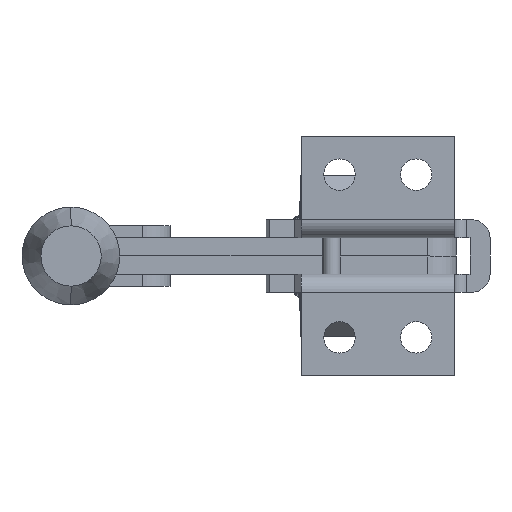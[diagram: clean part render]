
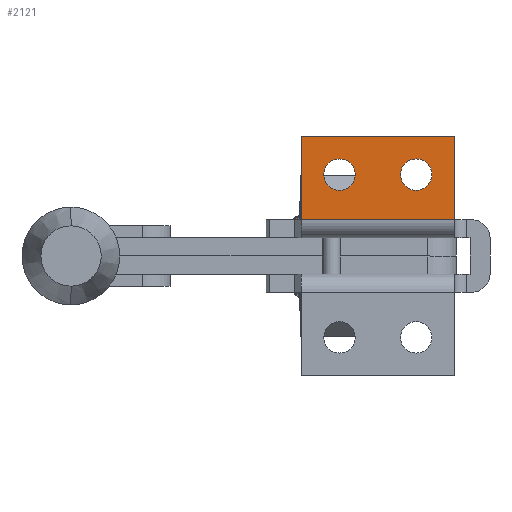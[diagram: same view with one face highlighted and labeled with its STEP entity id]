
A CAD part, front view. The second image highlights one B-rep face of the part: STEP entity #2121.
In plain terms, the highlighted planar face has unit normal (0, -1, 0).
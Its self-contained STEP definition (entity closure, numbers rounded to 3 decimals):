
#310 = DIRECTION ( 'NONE',  ( 0., 0., 1. ) ) ;
#330 = CARTESIAN_POINT ( 'NONE',  ( -21.65, -0.001, 10.9 ) ) ;
#335 = EDGE_CURVE ( 'NONE', #445, #9941, #6043, .T. ) ;
#445 = VERTEX_POINT ( 'NONE', #11351 ) ;
#500 = VERTEX_POINT ( 'NONE', #10819 ) ;
#537 = EDGE_CURVE ( 'NONE', #3592, #580, #1983, .T. ) ;
#580 = VERTEX_POINT ( 'NONE', #11188 ) ;
#835 = EDGE_CURVE ( 'NONE', #3592, #9941, #2969, .T. ) ;
#1003 = EDGE_CURVE ( 'NONE', #11252, #4318, #11044, .T. ) ;
#1052 = EDGE_CURVE ( 'NONE', #500, #2035, #1412, .T. ) ;
#1091 = VECTOR ( 'NONE', #2032, 1000. ) ;
#1103 = LINE ( 'NONE', #1788, #1091 ) ;
#1170 = EDGE_CURVE ( 'NONE', #580, #445, #1103, .T. ) ;
#1382 = DIRECTION ( 'NONE',  ( 0., 0., 1. ) ) ;
#1412 = CIRCLE ( 'NONE', #6340, 2.6 ) ;
#1788 = CARTESIAN_POINT ( 'NONE',  ( -2.6, -0.001, 19.85 ) ) ;
#1936 = ORIENTED_EDGE ( 'NONE', *, *, #537, .F. ) ;
#1983 = LINE ( 'NONE', #9875, #4942 ) ;
#2032 = DIRECTION ( 'NONE',  ( 1., 0., 0. ) ) ;
#2035 = VERTEX_POINT ( 'NONE', #330 ) ;
#2096 = CARTESIAN_POINT ( 'NONE',  ( -8.95, -0.001, 10.9 ) ) ;
#2121 = ADVANCED_FACE ( 'NONE', ( #5986, #5977, #6087 ), #6785, .T. ) ;
#2284 = DIRECTION ( 'NONE',  ( 0., 1., 0. ) ) ;
#2744 = DIRECTION ( 'NONE',  ( 0., -1., 0. ) ) ;
#2830 = CIRCLE ( 'NONE', #8803, 2.6 ) ;
#2942 = ORIENTED_EDGE ( 'NONE', *, *, #7279, .T. ) ;
#2961 = VECTOR ( 'NONE', #9146, 1000. ) ;
#2969 = LINE ( 'NONE', #6775, #2961 ) ;
#3424 = EDGE_LOOP ( 'NONE', ( #5374, #2942 ) ) ;
#3592 = VERTEX_POINT ( 'NONE', #4425 ) ;
#4052 = CARTESIAN_POINT ( 'NONE',  ( -8.95, -0.001, 16.1 ) ) ;
#4167 = CARTESIAN_POINT ( 'NONE',  ( -2.6, -0.001, 6. ) ) ;
#4245 = ORIENTED_EDGE ( 'NONE', *, *, #335, .F. ) ;
#4318 = VERTEX_POINT ( 'NONE', #2096 ) ;
#4425 = CARTESIAN_POINT ( 'NONE',  ( -28., -0.001, 6.001 ) ) ;
#4517 = EDGE_CURVE ( 'NONE', #2035, #500, #7183, .T. ) ;
#4800 = DIRECTION ( 'NONE',  ( 0., 0., -1. ) ) ;
#4853 = DIRECTION ( 'NONE',  ( 0., 1., 0. ) ) ;
#4942 = VECTOR ( 'NONE', #310, 1000. ) ;
#5374 = ORIENTED_EDGE ( 'NONE', *, *, #1003, .T. ) ;
#5626 = DIRECTION ( 'NONE',  ( 0., 0., 1. ) ) ;
#5718 = CARTESIAN_POINT ( 'NONE',  ( -8.95, -0.001, 13.5 ) ) ;
#5773 = CARTESIAN_POINT ( 'NONE',  ( -2.6, -0.001, 6.001 ) ) ;
#5913 = VECTOR ( 'NONE', #10217, 1000. ) ;
#5977 = FACE_BOUND ( 'NONE', #10058, .T. ) ;
#5986 = FACE_BOUND ( 'NONE', #3424, .T. ) ;
#6043 = LINE ( 'NONE', #10447, #5913 ) ;
#6087 = FACE_OUTER_BOUND ( 'NONE', #10997, .T. ) ;
#6340 = AXIS2_PLACEMENT_3D ( 'NONE', #7256, #9663, #8664 ) ;
#6775 = CARTESIAN_POINT ( 'NONE',  ( -2.6, -0.001, 6.001 ) ) ;
#6785 = PLANE ( 'NONE',  #8490 ) ;
#6876 = AXIS2_PLACEMENT_3D ( 'NONE', #8421, #2284, #5626 ) ;
#7183 = CIRCLE ( 'NONE', #6876, 2.6 ) ;
#7256 = CARTESIAN_POINT ( 'NONE',  ( -21.65, -0.001, 13.5 ) ) ;
#7279 = EDGE_CURVE ( 'NONE', #4318, #11252, #2830, .T. ) ;
#8000 = ORIENTED_EDGE ( 'NONE', *, *, #1052, .T. ) ;
#8357 = AXIS2_PLACEMENT_3D ( 'NONE', #10035, #9888, #9949 ) ;
#8420 = ORIENTED_EDGE ( 'NONE', *, *, #835, .T. ) ;
#8421 = CARTESIAN_POINT ( 'NONE',  ( -21.65, -0.001, 13.5 ) ) ;
#8490 = AXIS2_PLACEMENT_3D ( 'NONE', #4167, #2744, #4800 ) ;
#8658 = ORIENTED_EDGE ( 'NONE', *, *, #1170, .F. ) ;
#8664 = DIRECTION ( 'NONE',  ( 0., 0., 1. ) ) ;
#8803 = AXIS2_PLACEMENT_3D ( 'NONE', #5718, #4853, #1382 ) ;
#9146 = DIRECTION ( 'NONE',  ( 1., 0., 0. ) ) ;
#9663 = DIRECTION ( 'NONE',  ( 0., 1., 0. ) ) ;
#9875 = CARTESIAN_POINT ( 'NONE',  ( -28., -0.001, 19.85 ) ) ;
#9888 = DIRECTION ( 'NONE',  ( 0., 1., 0. ) ) ;
#9941 = VERTEX_POINT ( 'NONE', #5773 ) ;
#9949 = DIRECTION ( 'NONE',  ( 0., 0., 1. ) ) ;
#10035 = CARTESIAN_POINT ( 'NONE',  ( -8.95, -0.001, 13.5 ) ) ;
#10058 = EDGE_LOOP ( 'NONE', ( #8000, #11408 ) ) ;
#10217 = DIRECTION ( 'NONE',  ( 0., 0., -1. ) ) ;
#10447 = CARTESIAN_POINT ( 'NONE',  ( -2.6, -0.001, 6. ) ) ;
#10819 = CARTESIAN_POINT ( 'NONE',  ( -21.65, -0.001, 16.1 ) ) ;
#10997 = EDGE_LOOP ( 'NONE', ( #8658, #1936, #8420, #4245 ) ) ;
#11044 = CIRCLE ( 'NONE', #8357, 2.6 ) ;
#11188 = CARTESIAN_POINT ( 'NONE',  ( -28., -0.001, 19.85 ) ) ;
#11252 = VERTEX_POINT ( 'NONE', #4052 ) ;
#11351 = CARTESIAN_POINT ( 'NONE',  ( -2.6, -0.001, 19.85 ) ) ;
#11408 = ORIENTED_EDGE ( 'NONE', *, *, #4517, .T. ) ;
